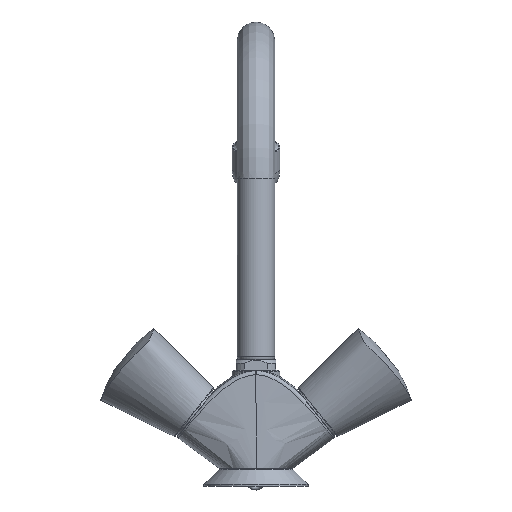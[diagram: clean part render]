
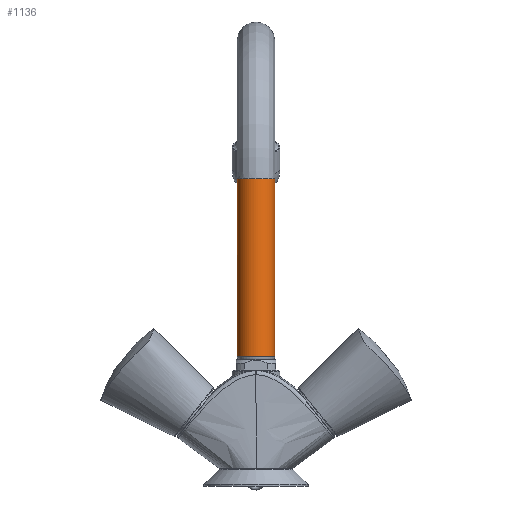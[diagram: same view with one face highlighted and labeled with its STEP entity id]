
A CAD part, left-side view. The second image highlights one B-rep face of the part: STEP entity #1136.
In plain terms, the highlighted cylindrical face has radius 9 mm (diameter 18 mm), a full revolution.
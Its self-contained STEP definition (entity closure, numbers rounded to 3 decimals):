
#200=B_SPLINE_CURVE_WITH_KNOTS('',3,(#4957,#4958,#4959,#4960,#4961,#4962,
#4963,#4964,#4965,#4966,#4967,#4968,#4969,#4970,#4971,#4972,#4973,#4974,
#4975),.UNSPECIFIED.,.T.,.F.,(1,1,1,1,1,1,1,1,1,1,1,1,1,1,1,1,1,1,1,1,1,
1,1),(-0.188,-0.125,-0.063,0.,0.063,0.125,0.188,0.25,0.313,0.375,0.438,
0.5,0.563,0.625,0.688,0.75,0.813,0.875,0.938,1.,1.063,1.125,1.188),
 .UNSPECIFIED.);
#201=B_SPLINE_CURVE_WITH_KNOTS('',3,(#4978,#4979,#4980,#4981,#4982,#4983,
#4984,#4985,#4986,#4987,#4988,#4989,#4990,#4991,#4992,#4993,#4994,#4995,
#4996),.UNSPECIFIED.,.T.,.F.,(1,1,1,1,1,1,1,1,1,1,1,1,1,1,1,1,1,1,1,1,1,
1,1),(0.063,0.125,0.188,0.25,0.313,0.375,0.438,0.5,0.563,0.625,0.688,
0.75,0.813,0.875,0.938,1.,1.063,1.125,1.188,1.25,1.313,1.375,1.438),
 .UNSPECIFIED.);
#218=CYLINDRICAL_SURFACE('',#1373,9.);
#344=ORIENTED_EDGE('',*,*,#564,.T.);
#345=ORIENTED_EDGE('',*,*,#565,.F.);
#564=EDGE_CURVE('',#698,#698,#200,.T.);
#565=EDGE_CURVE('',#699,#699,#201,.F.);
#698=VERTEX_POINT('',#4976);
#699=VERTEX_POINT('',#4997);
#880=EDGE_LOOP('',(#344));
#881=EDGE_LOOP('',(#345));
#1004=FACE_BOUND('',#880,.T.);
#1005=FACE_BOUND('',#881,.T.);
#1136=ADVANCED_FACE('',(#1004,#1005),#218,.T.);
#1373=AXIS2_PLACEMENT_3D('',#4977,#1536,#1537);
#1536=DIRECTION('',(0.,0.,1.));
#1537=DIRECTION('',(-1.,0.,0.));
#4957=CARTESIAN_POINT('',(8.531,3.534,146.913));
#4958=CARTESIAN_POINT('',(9.234,0.,146.913));
#4959=CARTESIAN_POINT('',(8.531,-3.534,146.913));
#4960=CARTESIAN_POINT('',(6.53,-6.53,146.913));
#4961=CARTESIAN_POINT('',(3.534,-8.531,146.913));
#4962=CARTESIAN_POINT('',(0.,-9.234,146.913));
#4963=CARTESIAN_POINT('',(-3.534,-8.531,146.913));
#4964=CARTESIAN_POINT('',(-6.53,-6.53,146.913));
#4965=CARTESIAN_POINT('',(-8.531,-3.534,146.913));
#4966=CARTESIAN_POINT('',(-9.234,0.,146.913));
#4967=CARTESIAN_POINT('',(-8.531,3.534,146.913));
#4968=CARTESIAN_POINT('',(-6.53,6.53,146.913));
#4969=CARTESIAN_POINT('',(-3.534,8.531,146.913));
#4970=CARTESIAN_POINT('',(0.,9.234,146.913));
#4971=CARTESIAN_POINT('',(3.534,8.531,146.913));
#4972=CARTESIAN_POINT('',(6.53,6.53,146.913));
#4973=CARTESIAN_POINT('',(8.531,3.534,146.913));
#4974=CARTESIAN_POINT('',(9.234,0.,146.913));
#4975=CARTESIAN_POINT('',(8.531,-3.534,146.913));
#4976=CARTESIAN_POINT('',(9.,0.,146.913));
#4977=CARTESIAN_POINT('',(0.,0.,129.887));
#4978=CARTESIAN_POINT('',(8.531,-3.534,61.773));
#4979=CARTESIAN_POINT('',(9.234,0.,61.773));
#4980=CARTESIAN_POINT('',(8.531,3.534,61.773));
#4981=CARTESIAN_POINT('',(6.53,6.53,61.773));
#4982=CARTESIAN_POINT('',(3.534,8.531,61.773));
#4983=CARTESIAN_POINT('',(0.,9.234,61.773));
#4984=CARTESIAN_POINT('',(-3.534,8.531,61.773));
#4985=CARTESIAN_POINT('',(-6.53,6.53,61.773));
#4986=CARTESIAN_POINT('',(-8.531,3.534,61.773));
#4987=CARTESIAN_POINT('',(-9.234,0.,61.773));
#4988=CARTESIAN_POINT('',(-8.531,-3.534,61.773));
#4989=CARTESIAN_POINT('',(-6.53,-6.53,61.773));
#4990=CARTESIAN_POINT('',(-3.534,-8.531,61.773));
#4991=CARTESIAN_POINT('',(0.,-9.234,61.773));
#4992=CARTESIAN_POINT('',(3.534,-8.531,61.773));
#4993=CARTESIAN_POINT('',(6.53,-6.53,61.773));
#4994=CARTESIAN_POINT('',(8.531,-3.534,61.773));
#4995=CARTESIAN_POINT('',(9.234,0.,61.773));
#4996=CARTESIAN_POINT('',(8.531,3.534,61.773));
#4997=CARTESIAN_POINT('',(9.,0.,61.773));
